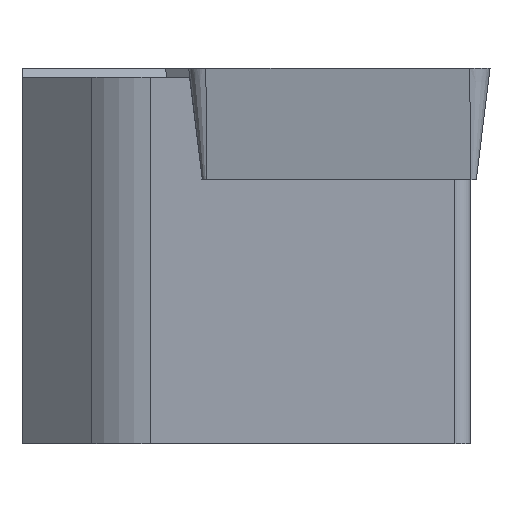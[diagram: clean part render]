
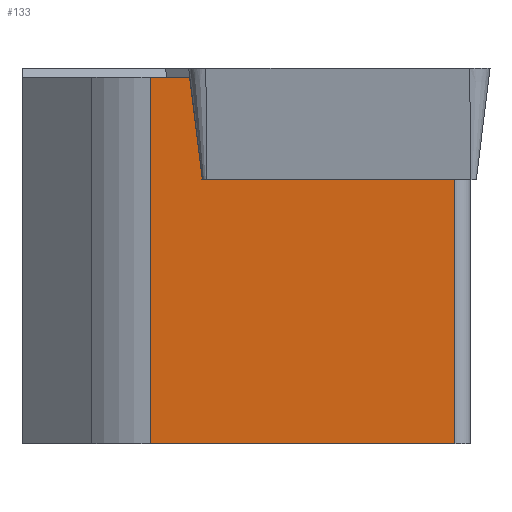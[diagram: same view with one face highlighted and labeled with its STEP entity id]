
A CAD part, left-side view. The second image highlights one B-rep face of the part: STEP entity #133.
In plain terms, the highlighted planar face has unit normal (-0.996, 0.087, 0).
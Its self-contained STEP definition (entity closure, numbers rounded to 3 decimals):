
#133=ADVANCED_FACE('',(#180),#158,.F.);
#158=PLANE('',#618);
#180=FACE_OUTER_BOUND('',#207,.T.);
#207=EDGE_LOOP('',(#396,#397,#398,#399,#400,#401));
#229=LINE('',#801,#284);
#250=LINE('',#847,#305);
#254=LINE('',#857,#309);
#255=LINE('',#859,#310);
#256=LINE('',#861,#311);
#257=LINE('',#862,#312);
#284=VECTOR('',#656,1.);
#305=VECTOR('',#697,1.);
#309=VECTOR('',#707,1.);
#310=VECTOR('',#710,1.);
#311=VECTOR('',#711,1.);
#312=VECTOR('',#712,1.);
#396=ORIENTED_EDGE('',*,*,#555,.T.);
#397=ORIENTED_EDGE('',*,*,#556,.T.);
#398=ORIENTED_EDGE('',*,*,#549,.F.);
#399=ORIENTED_EDGE('',*,*,#557,.T.);
#400=ORIENTED_EDGE('',*,*,#526,.F.);
#401=ORIENTED_EDGE('',*,*,#554,.T.);
#471=VERTEX_POINT('',#783);
#480=VERTEX_POINT('',#800);
#492=VERTEX_POINT('',#839);
#495=VERTEX_POINT('',#846);
#498=VERTEX_POINT('',#856);
#499=VERTEX_POINT('',#860);
#526=EDGE_CURVE('',#480,#471,#229,.T.);
#549=EDGE_CURVE('',#495,#492,#250,.T.);
#554=EDGE_CURVE('',#480,#498,#254,.T.);
#555=EDGE_CURVE('',#498,#499,#255,.T.);
#556=EDGE_CURVE('',#499,#492,#256,.T.);
#557=EDGE_CURVE('',#495,#471,#257,.T.);
#618=AXIS2_PLACEMENT_3D('',#863,#713,#714);
#656=DIRECTION('',(0.087,0.996,0.));
#697=DIRECTION('',(-0.087,-0.996,0.));
#707=DIRECTION('',(0.,0.,1.));
#710=DIRECTION('',(0.087,0.996,0.));
#711=DIRECTION('',(0.011,0.123,0.992));
#712=DIRECTION('',(0.,0.,-1.));
#713=DIRECTION('',(0.996,-0.087,0.));
#714=DIRECTION('',(0.087,0.996,0.));
#783=CARTESIAN_POINT('',(1.03,-2.725,-8.));
#800=CARTESIAN_POINT('',(0.463,-9.212,-8.));
#801=CARTESIAN_POINT('',(0.463,-9.212,-8.));
#839=CARTESIAN_POINT('',(0.957,-3.567,-0.2));
#846=CARTESIAN_POINT('',(1.03,-2.725,-0.2));
#847=CARTESIAN_POINT('',(0.463,-9.212,-0.2));
#856=CARTESIAN_POINT('',(0.463,-9.212,-2.38));
#857=CARTESIAN_POINT('',(0.463,-9.212,-30.));
#859=CARTESIAN_POINT('',(0.463,-9.212,-2.38));
#860=CARTESIAN_POINT('',(0.933,-3.837,-2.38));
#861=CARTESIAN_POINT('',(0.63,-7.298,-30.24));
#862=CARTESIAN_POINT('',(1.03,-2.725,-30.));
#863=CARTESIAN_POINT('',(0.463,-9.212,-30.));
